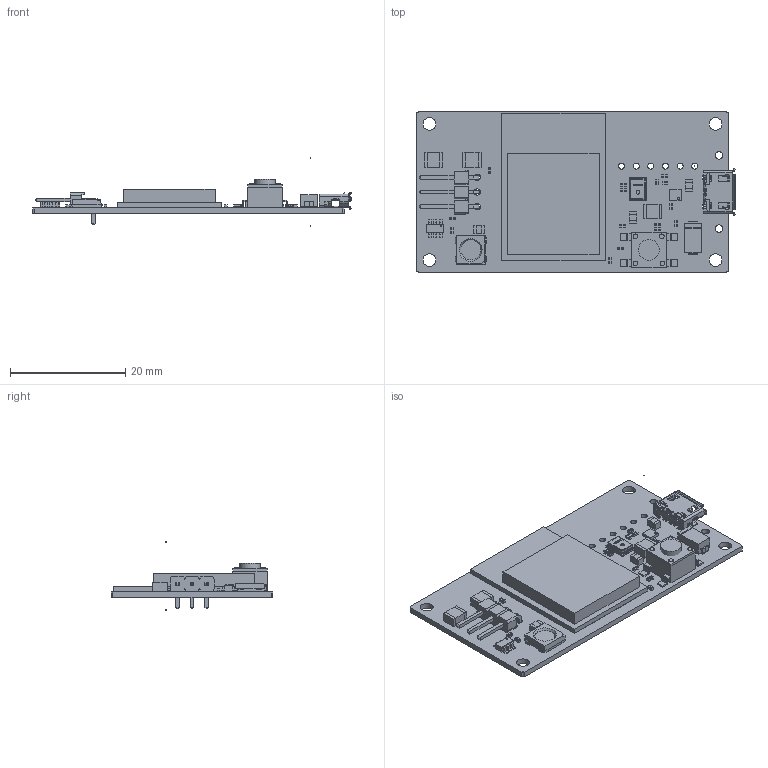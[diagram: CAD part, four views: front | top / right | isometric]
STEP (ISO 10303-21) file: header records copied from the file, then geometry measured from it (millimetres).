
FILE_DESCRIPTION(('Open CASCADE Model'),'2;1');
FILE_NAME('Open CASCADE Shape Model','2021-03-06T08:33:32',('Author'),( 'Open CASCADE'),'Open CASCADE STEP processor 6.8','Open CASCADE 6.8' ,'Unknown');
FILE_SCHEMA(('AUTOMOTIVE_DESIGN { 1 0 10303 214 1 1 1 1 }'));
Length unit declared in the file: millimetre
Products named in the file (149): PCB; Board; Open CASCADE STEP translator 6.8 1.1.1; Open CASCADE STEP translator 6.8 1.1.1.1; C1; 6290805504; Extruded; 6290805344; 6290805184; ESP32; 6773477968; 6773477808; 6773477648; 6773477488; 6773477168; C2; 6775246256; 6289886160; C3; 6289884320; J1; 6775247056; Cylinder; 6775246896; R1; 6292243920; 6292243760; 6292243520; R2; 6292246080; 6292245920; 6292245680; R3; U1; 6115863840; 6289887840; 6115864800; 6115864320; J2; 3pinStrip90_61300311021 ...
Assembly tree (314 placements, depth 4):
  PCB
    Board
      Open CASCADE STEP translator 6.8 1.1.1
        Open CASCADE STEP translator 6.8 1.1.1.1
    C1
      6290805504  x2
        Extruded
      6290805344
        Extruded
      6290805184  x2
        Extruded
    ESP32
      6773477968
        Extruded
      6773477808
        Extruded
      6773477648
        Extruded
      6773477488  x10
        Extruded
      6773477168  x28
        Extruded
    C2
      6775246256
        Extruded
      6289886160  x2
        Extruded
    C3
      6289884320
        Extruded
      6289886160  x2
        Extruded
    J1
      6775247056
        Cylinder
      6775246896
        Cylinder
    R1
      6292243920  x2
        Extruded
      6292243760  x2
        Extruded
      6292243520
        Extruded
    R2
      6292246080  x2
        Extruded
      6292245920  x2
        Extruded
      6292245680
        Extruded
    R3
      6292246080  x2
        Extruded
      6292245920  x2
        Extruded
      6292245680
        Extruded
    U1
      6115863840
Bounding box: 55.22 x 28 x 11.8 mm (x, y, z)
Volume: 2961.8 mm3; surface area: 6607.8 mm2
Topology: 244 solids, 244 shells, 2461 faces, 5770 edges, 3812 vertices
Faces by surface type: plane 2033, cylinder 346, bspline 64, cone 10, torus 8
Full cylindrical faces by diameter (mm): 0.05 x2, 0.2 x1, 0.4 x1, 0.8 x4, 1.05 x6, 1.1 x3, 1.3 x2, 2.2 x4, 3.6 x1
Entity records: 54559 total; most frequent: CARTESIAN_POINT 14862, ORIENTED_EDGE 7494, DIRECTION 6455, EDGE_CURVE 3747, LINE 2483, VECTOR 2483, VERTEX_POINT 2470, AXIS2_PLACEMENT_3D 1986
